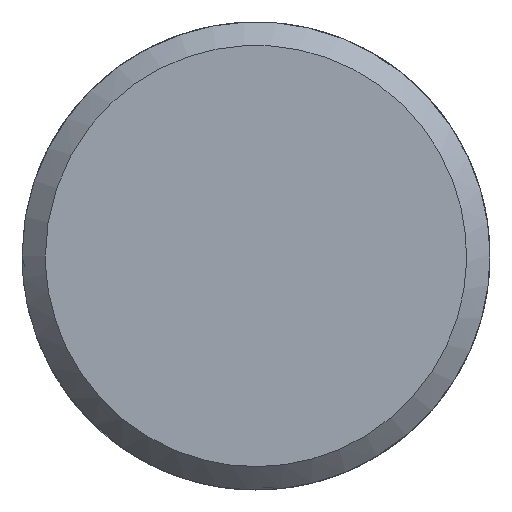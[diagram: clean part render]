
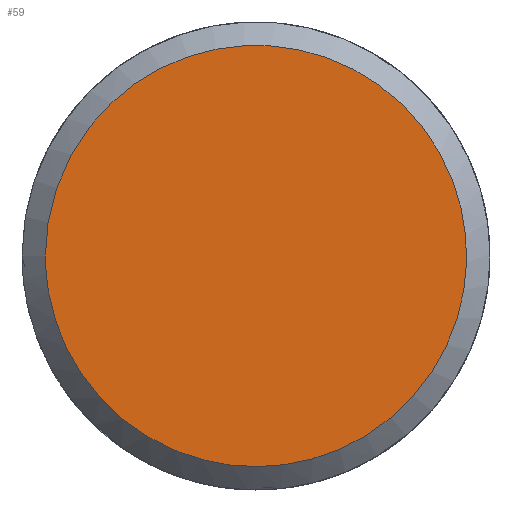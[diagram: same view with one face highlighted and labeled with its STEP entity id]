
A CAD part, left-side view. The second image highlights one B-rep face of the part: STEP entity #59.
In plain terms, the highlighted free-form (B-spline) face has degree [1, 1] with [2, 2] control points.
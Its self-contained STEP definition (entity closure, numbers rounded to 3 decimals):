
#10 = VERTEX_POINT('', #11);
#11 = CARTESIAN_POINT('', (0., 1.35, 0.));
#16 = EDGE_CURVE('', #10, #10, #17, .T.);
#17 = (
   BOUNDED_CURVE ()
   B_SPLINE_CURVE (2, (#18, #19, #20, #21, #22, #23, #24, #25, #26), .UNSPECIFIED., .T., .U.)
   B_SPLINE_CURVE_WITH_KNOTS ((3, 2, 2, 2, 3), (0., 0.25, 0.5, 0.75, 1.), .UNSPECIFIED.)
   CURVE ()
   GEOMETRIC_REPRESENTATION_ITEM ()
   RATIONAL_B_SPLINE_CURVE ((1., 0.707, 1., 0.707, 1., 0.707, 1., 0.707, 1.))
   REPRESENTATION_ITEM ('')
);
#18 = CARTESIAN_POINT('', (0., 1.35, 0.));
#19 = CARTESIAN_POINT('', (0., 1.35, 1.35));
#20 = CARTESIAN_POINT('', (0., 0., 1.35));
#21 = CARTESIAN_POINT('', (0., -1.35, 1.35));
#22 = CARTESIAN_POINT('', (0., -1.35, 0.));
#23 = CARTESIAN_POINT('', (0., -1.35, -1.35));
#24 = CARTESIAN_POINT('', (0., 0., -1.35));
#25 = CARTESIAN_POINT('', (0., 1.35, -1.35));
#26 = CARTESIAN_POINT('', (0., 1.35, 0.));
#59 = ADVANCED_FACE('', (#60), #63, .T.);
#60 = FACE_OUTER_BOUND('', #61, .T.);
#61 = EDGE_LOOP('', (#62));
#62 = ORIENTED_EDGE('', *, *, #16, .F.);
#63 = B_SPLINE_SURFACE_WITH_KNOTS('', 1, 1, ((#64, #65), (#66, #67)), .UNSPECIFIED., .F., .F., .U., (2, 2), (2, 2), (0.179, 0.821), (0.179, 0.821), .UNSPECIFIED.);
#64 = CARTESIAN_POINT('', (0., -1.35, -1.35));
#65 = CARTESIAN_POINT('', (0., 1.35, -1.35));
#66 = CARTESIAN_POINT('', (0., -1.35, 1.35));
#67 = CARTESIAN_POINT('', (0., 1.35, 1.35));
